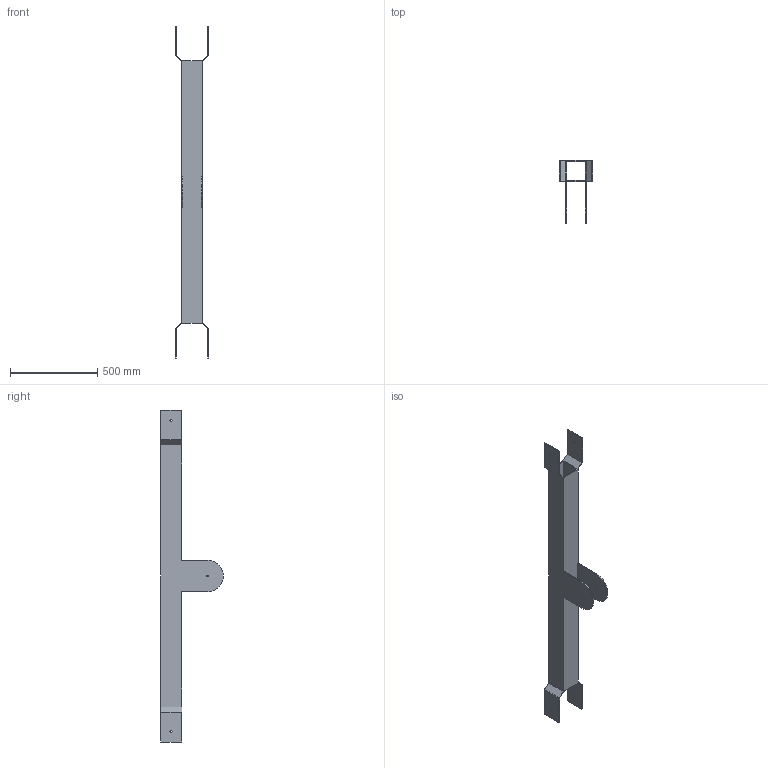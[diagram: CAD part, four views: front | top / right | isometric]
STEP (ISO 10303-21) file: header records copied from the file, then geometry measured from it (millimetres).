
FILE_DESCRIPTION (( 'STEP AP203' ), '1' );
FILE_NAME ('Part2_Varsayilan_sldprt.STEP', '2018-12-13T19:21:32', ( '' ), ( '' ), 'SwSTEP 2.0', 'SolidWorks 2016', '' );
FILE_SCHEMA (( 'CONFIG_CONTROL_DESIGN' ));
Length unit declared in the file: millimetre
Products named in the file (1): Part2_Varsayilan_sldprt
Bounding box: 192 x 360 x 1900 mm (x, y, z)
Volume: 5153024.6 mm3; surface area: 1757928.6 mm2
Topology: 3 solids, 3 shells, 58 faces, 155 edges, 102 vertices
Faces by surface type: plane 43, cylinder 15
Entity records: 1898 total; most frequent: CARTESIAN_POINT 316, ORIENTED_EDGE 310, DIRECTION 303, EDGE_CURVE 155, LINE 125, VECTOR 125, VERTEX_POINT 102, AXIS2_PLACEMENT_3D 89
